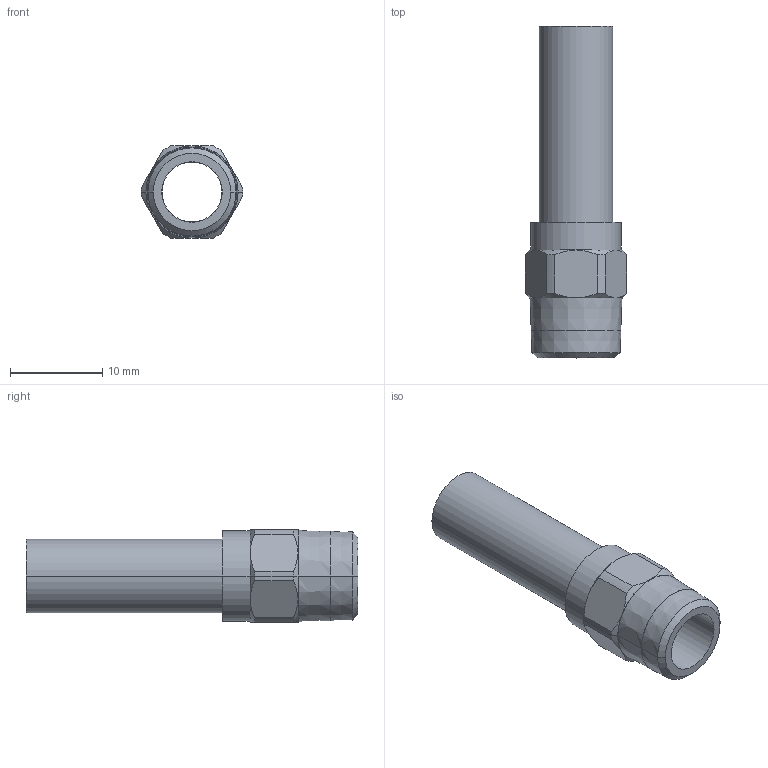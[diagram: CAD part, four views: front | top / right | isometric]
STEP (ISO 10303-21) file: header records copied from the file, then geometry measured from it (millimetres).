
FILE_DESCRIPTION(('STEP AP214'),'1');
FILE_NAME('3121_08_10.stp','2016-07-07T14:54:44',('TraceParts'),('TraceParts S.A.'),'Spatial InterOp 3D',' ',' ');
FILE_SCHEMA(('automotive_design'));
Length unit declared in the file: millimetre
Products named in the file (1): 1
Bounding box: 11 x 36 x 10 mm (x, y, z)
Volume: 1020.7 mm3; surface area: 1851 mm2
Topology: 1 solids, 1 shells, 54 faces, 120 edges, 74 vertices
Faces by surface type: cone 22, cylinder 18, plane 14
Entity records: 1545 total; most frequent: CARTESIAN_POINT 345, DIRECTION 268, ORIENTED_EDGE 240, EDGE_CURVE 120, AXIS2_PLACEMENT_3D 117, VERTEX_POINT 74, EDGE_LOOP 62, CIRCLE 62
